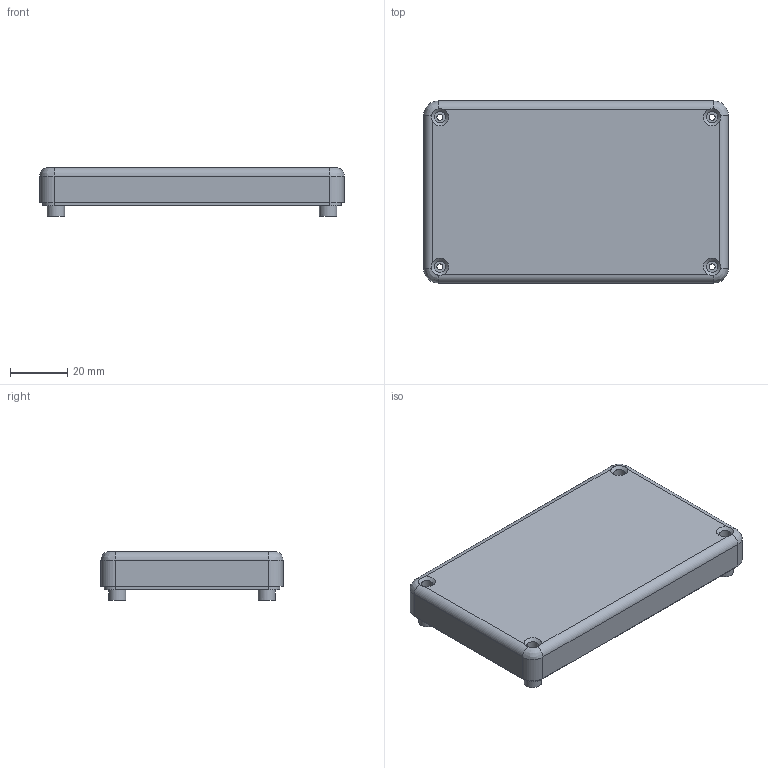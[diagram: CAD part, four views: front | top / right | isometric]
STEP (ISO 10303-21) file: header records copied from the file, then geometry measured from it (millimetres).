
FILE_DESCRIPTION(/* description */ (''),/* implementation_level */ '2;1');
FILE_NAME(/* name */ 'Enclosure Self Tapping Back.step',/* time_stamp */ '2024-04-18T10:18:51+02:00',/* author */ (''),/* organization */ (''),/* preprocessor_version */ 'ST-DEVELOPER v20',/* originating_system */ 'Autodesk Translation Framework v12.20.1.177',/* authorisation */ '');
FILE_SCHEMA (('AUTOMOTIVE_DESIGN { 1 0 10303 214 3 1 1 }'));
Length unit declared in the file: millimetre
Products named in the file (1): Enclosure Self Tapping
Bounding box: 105.97 x 63.36 x 17.05 mm (x, y, z)
Volume: 20686.7 mm3; surface area: 22391.7 mm2
Topology: 1 solids, 1 shells, 131 faces, 357 edges, 228 vertices
Faces by surface type: plane 55, cylinder 36, bspline 24, cone 12, torus 4
Full cylindrical faces by diameter (mm): 2.1 x4, 4 x4, 6 x4
Entity records: 4826 total; most frequent: CARTESIAN_POINT 1611, ORIENTED_EDGE 714, DIRECTION 597, EDGE_CURVE 357, VERTEX_POINT 228, AXIS2_PLACEMENT_3D 208, LINE 181, VECTOR 181
